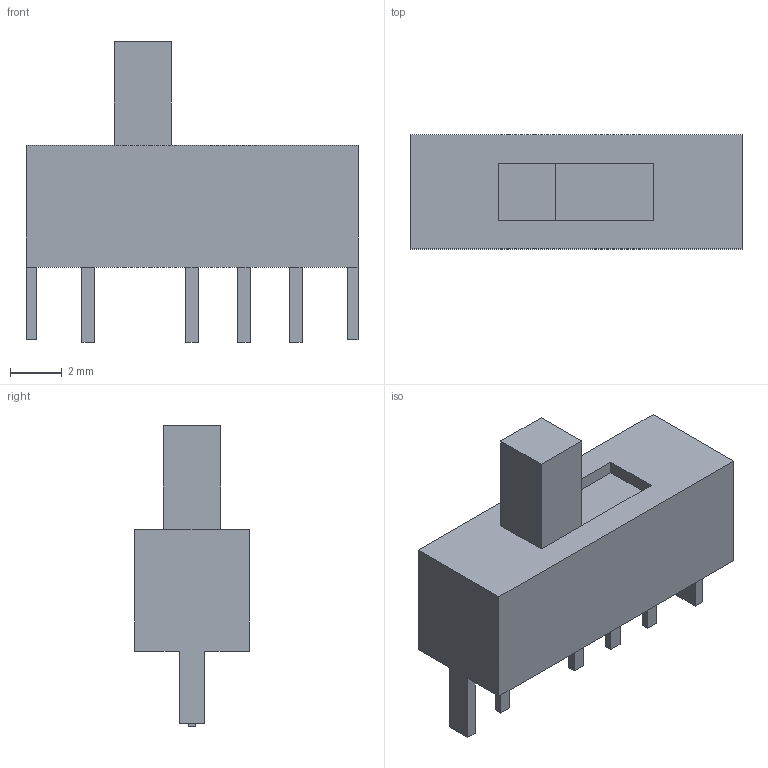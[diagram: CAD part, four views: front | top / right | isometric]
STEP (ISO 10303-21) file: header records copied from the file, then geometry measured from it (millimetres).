
FILE_DESCRIPTION(/* description */ (''),/* implementation_level */ '2;1');
FILE_NAME(/* name */ 'KiCAD SP3T slide switch SHOU HAN SS13D07VG4.step',/* time_stamp */ '2025-11-15T20:41:40+02:00',/* author */ (''),/* organization */ (''),/* preprocessor_version */ 'ST-DEVELOPER v20.1',/* originating_system */ 'Autodesk Translation Framework v14.10.0.0',/* authorisation */ '');
FILE_SCHEMA (('AUTOMOTIVE_DESIGN { 1 0 10303 214 3 1 1 }'));
Length unit declared in the file: millimetre
Products named in the file (1): 2025-11-15-20-26-46-852
Bounding box: 12.8 x 4.4 x 11.6 mm (x, y, z)
Volume: 283.9 mm3; surface area: 349.8 mm2
Topology: 1 solids, 1 shells, 43 faces, 106 edges, 70 vertices
Faces by surface type: plane 43
Entity records: 1290 total; most frequent: CARTESIAN_POINT 220, ORIENTED_EDGE 212, DIRECTION 194, LINE 106, VECTOR 106, EDGE_CURVE 106, VERTEX_POINT 70, EDGE_LOOP 48
